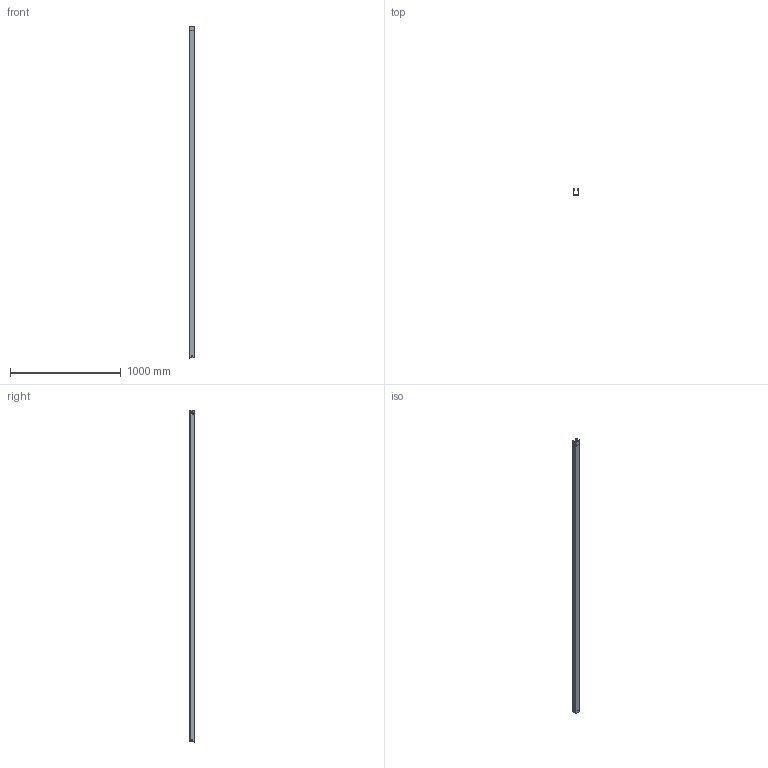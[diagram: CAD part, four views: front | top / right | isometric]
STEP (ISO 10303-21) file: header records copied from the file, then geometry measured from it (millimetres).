
FILE_DESCRIPTION(/* description */ (''),/* implementation_level */ '2;1');
FILE_NAME(/* name */ '',/* time_stamp */ '2023-05-26T11:52:54+03:00',/* author */ ('Ртищев А.О.'),/* organization */ (''),/* preprocessor_version */ 'ST-DEVELOPER v19.2',/* originating_system */ 'Autodesk Inventor 2023',/* authorisation */ '');
FILE_SCHEMA (('AUTOMOTIVE_DESIGN { 1 0 10303 214 3 1 1 }'));
Length unit declared in the file: millimetre
Products named in the file (1): 1. LNplus
Bounding box: 50.61 x 53.5 x 3000 mm (x, y, z)
Volume: 802505.4 mm3; surface area: 1080462.5 mm2
Topology: 1 solids, 1 shells, 189 faces, 493 edges, 306 vertices
Faces by surface type: cylinder 83, plane 74, bspline 32
Full cylindrical faces by diameter (mm): 6.5 x3
Entity records: 6189 total; most frequent: CARTESIAN_POINT 1265, DIRECTION 1011, ORIENTED_EDGE 986, EDGE_CURVE 493, AXIS2_PLACEMENT_3D 364, VERTEX_POINT 306, LINE 283, VECTOR 283
